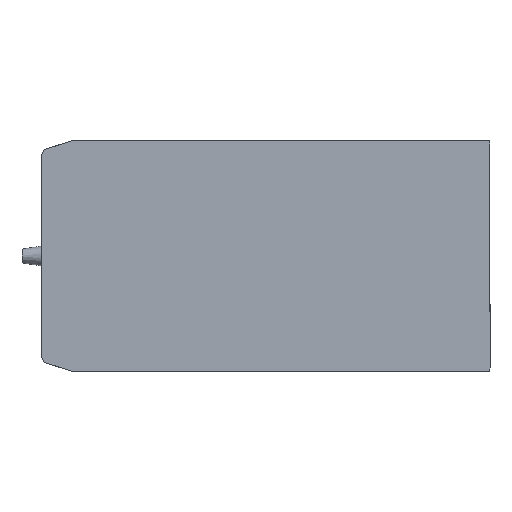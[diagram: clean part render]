
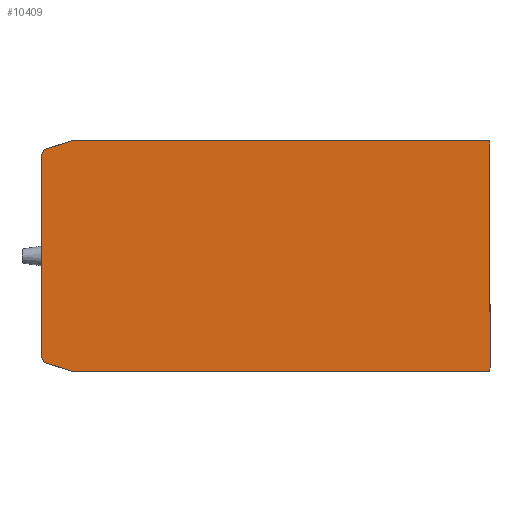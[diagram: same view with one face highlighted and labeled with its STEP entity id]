
A CAD part, front view. The second image highlights one B-rep face of the part: STEP entity #10409.
In plain terms, the highlighted planar face has unit normal (0, -1, 0).
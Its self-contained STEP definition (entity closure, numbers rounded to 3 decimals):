
#664=CARTESIAN_POINT('',(22.65,0.0,11.303));
#665=VERTEX_POINT('',#664);
#672=CARTESIAN_POINT('',(22.65,0.0,-11.303));
#673=VERTEX_POINT('',#672);
#674=CARTESIAN_POINT('',(22.65,0.0,-11.303));
#675=DIRECTION('',(0.0,0.0,1.0));
#676=VECTOR('',#675,22.605);
#677=LINE('',#674,#676);
#678=EDGE_CURVE('',#673,#665,#677,.T.);
#712=CARTESIAN_POINT('',(22.566,0.,11.65));
#713=VERTEX_POINT('',#712);
#721=CARTESIAN_POINT('',(21.9,0.0,11.303));
#722=DIRECTION('',(0.0,1.0,0.0));
#723=DIRECTION('',(0.0,0.0,1.0));
#724=AXIS2_PLACEMENT_3D('',#721,#722,#723);
#725=ELLIPSE('',#724,0.755,0.75);
#726=EDGE_CURVE('',#713,#665,#725,.T.);
#10238=CARTESIAN_POINT('',(-22.137,0.0,-10.821));
#10239=VERTEX_POINT('',#10238);
#10240=CARTESIAN_POINT('',(-22.65,0.0,-10.109));
#10241=VERTEX_POINT('',#10240);
#10242=CARTESIAN_POINT('',(-21.9,0.0,-10.109));
#10243=DIRECTION('',(0.0,1.0,0.0));
#10244=DIRECTION('',(-0.811,0.0,-0.585));
#10245=AXIS2_PLACEMENT_3D('',#10242,#10243,#10244);
#10246=CIRCLE('',#10245,0.75);
#10247=EDGE_CURVE('',#10239,#10241,#10246,.T.);
#10306=CARTESIAN_POINT('',(-22.65,0.0,10.109));
#10307=VERTEX_POINT('',#10306);
#10308=CARTESIAN_POINT('',(-22.65,0.0,10.109));
#10309=DIRECTION('',(0.0,0.0,-1.0));
#10310=VECTOR('',#10309,20.219);
#10311=LINE('',#10308,#10310);
#10312=EDGE_CURVE('',#10307,#10241,#10311,.T.);
#10334=CARTESIAN_POINT('',(0.,0.0,0.));
#10335=DIRECTION('',(0.0,1.0,0.0));
#10336=DIRECTION('',(0.0,0.0,1.0));
#10337=AXIS2_PLACEMENT_3D('',#10334,#10335,#10336);
#10338=PLANE('',#10337);
#10339=ORIENTED_EDGE('',*,*,#10247,.F.);
#10340=CARTESIAN_POINT('',(-19.765,0.0,-11.612));
#10341=VERTEX_POINT('',#10340);
#10342=CARTESIAN_POINT('',(-19.765,0.0,-11.612));
#10343=DIRECTION('',(-0.949,0.0,0.316));
#10344=VECTOR('',#10343,2.5);
#10345=LINE('',#10342,#10344);
#10346=EDGE_CURVE('',#10341,#10239,#10345,.T.);
#10347=ORIENTED_EDGE('',*,*,#10346,.F.);
#10348=CARTESIAN_POINT('',(-19.528,0.0,-11.65));
#10349=VERTEX_POINT('',#10348);
#10350=CARTESIAN_POINT('',(-19.528,0.0,-10.9));
#10351=DIRECTION('',(0.0,1.0,0.0));
#10352=DIRECTION('',(-0.16,0.0,-0.987));
#10353=AXIS2_PLACEMENT_3D('',#10350,#10351,#10352);
#10354=CIRCLE('',#10353,0.75);
#10355=EDGE_CURVE('',#10349,#10341,#10354,.T.);
#10356=ORIENTED_EDGE('',*,*,#10355,.F.);
#10357=CARTESIAN_POINT('',(22.566,0.,-11.65));
#10358=VERTEX_POINT('',#10357);
#10359=CARTESIAN_POINT('',(-19.528,0.0,-11.65));
#10360=DIRECTION('',(1.0,0.0,0.0));
#10361=VECTOR('',#10360,42.094);
#10362=LINE('',#10359,#10361);
#10363=EDGE_CURVE('',#10349,#10358,#10362,.T.);
#10364=ORIENTED_EDGE('',*,*,#10363,.T.);
#10365=CARTESIAN_POINT('',(21.9,0.0,-11.303));
#10366=DIRECTION('',(0.0,1.0,0.0));
#10367=DIRECTION('',(0.0,0.0,-1.0));
#10368=AXIS2_PLACEMENT_3D('',#10365,#10366,#10367);
#10369=ELLIPSE('',#10368,0.755,0.75);
#10370=EDGE_CURVE('',#673,#10358,#10369,.T.);
#10371=ORIENTED_EDGE('',*,*,#10370,.F.);
#10372=ORIENTED_EDGE('',*,*,#678,.T.);
#10373=ORIENTED_EDGE('',*,*,#726,.F.);
#10374=CARTESIAN_POINT('',(-19.528,0.0,11.65));
#10375=VERTEX_POINT('',#10374);
#10376=CARTESIAN_POINT('',(22.566,0.0,11.65));
#10377=DIRECTION('',(-1.0,0.0,0.0));
#10378=VECTOR('',#10377,42.094);
#10379=LINE('',#10376,#10378);
#10380=EDGE_CURVE('',#713,#10375,#10379,.T.);
#10381=ORIENTED_EDGE('',*,*,#10380,.T.);
#10382=CARTESIAN_POINT('',(-19.765,0.0,11.612));
#10383=VERTEX_POINT('',#10382);
#10384=CARTESIAN_POINT('',(-19.528,0.0,10.9));
#10385=DIRECTION('',(0.0,1.0,0.0));
#10386=DIRECTION('',(-0.16,0.0,0.987));
#10387=AXIS2_PLACEMENT_3D('',#10384,#10385,#10386);
#10388=CIRCLE('',#10387,0.75);
#10389=EDGE_CURVE('',#10383,#10375,#10388,.T.);
#10390=ORIENTED_EDGE('',*,*,#10389,.F.);
#10391=CARTESIAN_POINT('',(-22.137,0.0,10.821));
#10392=VERTEX_POINT('',#10391);
#10393=CARTESIAN_POINT('',(-22.137,0.0,10.821));
#10394=DIRECTION('',(0.949,0.0,0.316));
#10395=VECTOR('',#10394,2.5);
#10396=LINE('',#10393,#10395);
#10397=EDGE_CURVE('',#10392,#10383,#10396,.T.);
#10398=ORIENTED_EDGE('',*,*,#10397,.F.);
#10399=CARTESIAN_POINT('',(-21.9,0.0,10.109));
#10400=DIRECTION('',(0.0,1.0,0.0));
#10401=DIRECTION('',(-0.811,0.0,0.585));
#10402=AXIS2_PLACEMENT_3D('',#10399,#10400,#10401);
#10403=CIRCLE('',#10402,0.75);
#10404=EDGE_CURVE('',#10307,#10392,#10403,.T.);
#10405=ORIENTED_EDGE('',*,*,#10404,.F.);
#10406=ORIENTED_EDGE('',*,*,#10312,.T.);
#10407=EDGE_LOOP('',(#10339,#10347,#10356,#10364,#10371,#10372,#10373,#10381,#10390,#10398,#10405,#10406));
#10408=FACE_OUTER_BOUND('',#10407,.T.);
#10409=ADVANCED_FACE('',(#10408),#10338,.F.);
